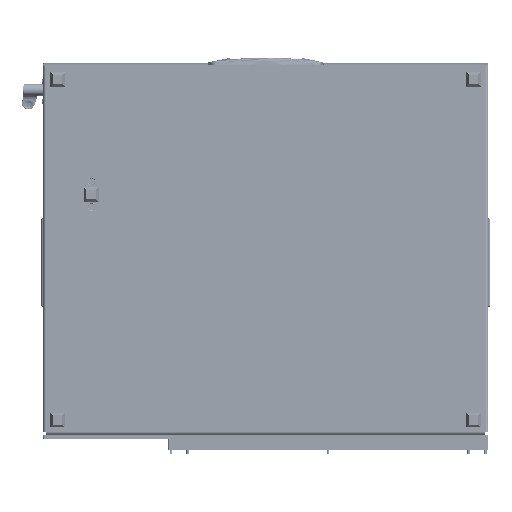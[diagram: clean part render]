
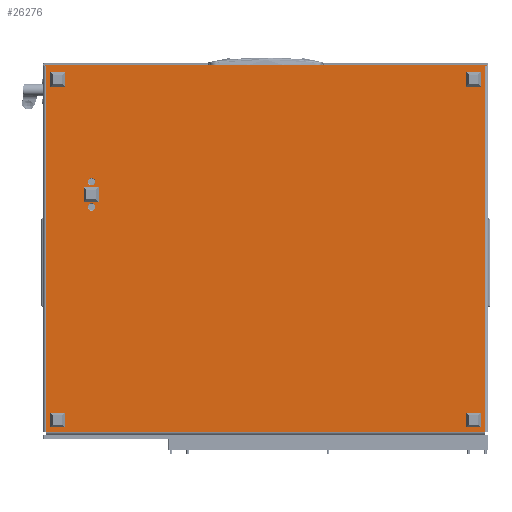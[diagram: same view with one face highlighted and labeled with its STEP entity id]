
A CAD part, front view. The second image highlights one B-rep face of the part: STEP entity #26276.
In plain terms, the highlighted face is planar.
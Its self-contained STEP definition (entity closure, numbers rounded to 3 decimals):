
#387 = ORIENTED_EDGE ( 'NONE', *, *, #44827, .F. ) ;
#1903 = VERTEX_POINT ( 'NONE', #33642 ) ;
#2475 = VERTEX_POINT ( 'NONE', #86749 ) ;
#4719 = VERTEX_POINT ( 'NONE', #129035 ) ;
#5239 = CARTESIAN_POINT ( 'NONE',  ( 0., 0., 0. ) ) ;
#5427 = DIRECTION ( 'NONE',  ( -1., 0., 0. ) ) ;
#5517 = VERTEX_POINT ( 'NONE', #39021 ) ;
#5836 = VECTOR ( 'NONE', #66450, 1000. ) ;
#5923 = EDGE_LOOP ( 'NONE', ( #387, #95927, #105008, #101073, #25496, #128233, #120152, #95743 ) ) ;
#10322 = VERTEX_POINT ( 'NONE', #107498 ) ;
#10749 = DIRECTION ( 'NONE',  ( 0., 1., 0. ) ) ;
#11614 = EDGE_CURVE ( 'NONE', #21028, #1903, #83674, .T. ) ;
#12271 = EDGE_LOOP ( 'NONE', ( #58231, #14317 ) ) ;
#13322 = CARTESIAN_POINT ( 'NONE',  ( 0., -4., 0. ) ) ;
#14317 = ORIENTED_EDGE ( 'NONE', *, *, #113255, .F. ) ;
#17078 = CARTESIAN_POINT ( 'NONE',  ( 195., 545., 0. ) ) ;
#17700 = VECTOR ( 'NONE', #103139, 1000. ) ;
#18931 = CARTESIAN_POINT ( 'NONE',  ( 200.2, 545., 0. ) ) ;
#19689 = DIRECTION ( 'NONE',  ( -1., 0., 0. ) ) ;
#20847 = CARTESIAN_POINT ( 'NONE',  ( 0., 610., 0. ) ) ;
#21028 = VERTEX_POINT ( 'NONE', #18931 ) ;
#22840 = LINE ( 'NONE', #54385, #80133 ) ;
#23562 = VECTOR ( 'NONE', #120468, 1000. ) ;
#23756 = DIRECTION ( 'NONE',  ( 0., 1., 0. ) ) ;
#24434 = VERTEX_POINT ( 'NONE', #91683 ) ;
#24523 = LINE ( 'NONE', #64678, #47306 ) ;
#25065 = CARTESIAN_POINT ( 'NONE',  ( 0., -4., 0. ) ) ;
#25496 = ORIENTED_EDGE ( 'NONE', *, *, #117882, .F. ) ;
#26276 = ADVANCED_FACE ( 'NONE', ( #67968, #77213, #38348 ), #128555, .T. ) ;
#29566 = AXIS2_PLACEMENT_3D ( 'NONE', #17078, #98099, #108615 ) ;
#30849 = VERTEX_POINT ( 'NONE', #74689 ) ;
#31929 = EDGE_CURVE ( 'NONE', #1903, #21028, #48455, .T. ) ;
#31976 = VECTOR ( 'NONE', #23756, 1000. ) ;
#32209 = LINE ( 'NONE', #119848, #23562 ) ;
#33642 = CARTESIAN_POINT ( 'NONE',  ( 189.8, 545., 0. ) ) ;
#35367 = EDGE_CURVE ( 'NONE', #108200, #24434, #22840, .T. ) ;
#38348 = FACE_OUTER_BOUND ( 'NONE', #5923, .T. ) ;
#38418 = CARTESIAN_POINT ( 'NONE',  ( 506., 0., 0. ) ) ;
#39021 = CARTESIAN_POINT ( 'NONE',  ( -2., 610., 0. ) ) ;
#42420 = CARTESIAN_POINT ( 'NONE',  ( 0., 0., 0. ) ) ;
#43158 = EDGE_CURVE ( 'NONE', #84613, #73462, #67751, .T. ) ;
#43982 = DIRECTION ( 'NONE',  ( 0., 0., -1. ) ) ;
#44827 = EDGE_CURVE ( 'NONE', #4719, #84613, #105402, .T. ) ;
#47306 = VECTOR ( 'NONE', #5427, 1000. ) ;
#47555 = EDGE_CURVE ( 'NONE', #5517, #84276, #92598, .T. ) ;
#48455 = CIRCLE ( 'NONE', #29566, 5.2 ) ;
#51260 = AXIS2_PLACEMENT_3D ( 'NONE', #73604, #43982, #103899 ) ;
#54385 = CARTESIAN_POINT ( 'NONE',  ( 0., 608., 0. ) ) ;
#58090 = DIRECTION ( 'NONE',  ( 0., 0., -1. ) ) ;
#58231 = ORIENTED_EDGE ( 'NONE', *, *, #111789, .F. ) ;
#58448 = VECTOR ( 'NONE', #94431, 1000. ) ;
#61757 = ORIENTED_EDGE ( 'NONE', *, *, #11614, .F. ) ;
#64678 = CARTESIAN_POINT ( 'NONE',  ( 0., -2., 0. ) ) ;
#66450 = DIRECTION ( 'NONE',  ( 1., 0., 0. ) ) ;
#67751 = LINE ( 'NONE', #5239, #5836 ) ;
#67968 = FACE_BOUND ( 'NONE', #12271, .T. ) ;
#69206 = EDGE_CURVE ( 'NONE', #30849, #5517, #32209, .T. ) ;
#73462 = VERTEX_POINT ( 'NONE', #38418 ) ;
#73604 = CARTESIAN_POINT ( 'NONE',  ( 160., 545., 0. ) ) ;
#74689 = CARTESIAN_POINT ( 'NONE',  ( -2., -2., 0. ) ) ;
#77213 = FACE_BOUND ( 'NONE', #123087, .T. ) ;
#79555 = ORIENTED_EDGE ( 'NONE', *, *, #31929, .F. ) ;
#80133 = VECTOR ( 'NONE', #113714, 1000. ) ;
#81162 = CARTESIAN_POINT ( 'NONE',  ( 506., 608., 0. ) ) ;
#83674 = CIRCLE ( 'NONE', #85825, 5.2 ) ;
#84276 = VERTEX_POINT ( 'NONE', #104442 ) ;
#84613 = VERTEX_POINT ( 'NONE', #42420 ) ;
#85825 = AXIS2_PLACEMENT_3D ( 'NONE', #88519, #120725, #121361 ) ;
#86749 = CARTESIAN_POINT ( 'NONE',  ( 154.8, 545., 0. ) ) ;
#88519 = CARTESIAN_POINT ( 'NONE',  ( 195., 545., 0. ) ) ;
#89474 = DIRECTION ( 'NONE',  ( 0., 0., -1. ) ) ;
#91683 = CARTESIAN_POINT ( 'NONE',  ( 0., 608., 0. ) ) ;
#91729 = LINE ( 'NONE', #13322, #94956 ) ;
#92598 = LINE ( 'NONE', #20847, #17700 ) ;
#93786 = LINE ( 'NONE', #112258, #58448 ) ;
#94431 = DIRECTION ( 'NONE',  ( 0., -1., 0. ) ) ;
#94956 = VECTOR ( 'NONE', #10749, 1000. ) ;
#95743 = ORIENTED_EDGE ( 'NONE', *, *, #43158, .F. ) ;
#95927 = ORIENTED_EDGE ( 'NONE', *, *, #122263, .T. ) ;
#97669 = CARTESIAN_POINT ( 'NONE',  ( 0., 608., 0. ) ) ;
#98099 = DIRECTION ( 'NONE',  ( 0., 0., -1. ) ) ;
#98741 = CARTESIAN_POINT ( 'NONE',  ( 160., 545., 0. ) ) ;
#101073 = ORIENTED_EDGE ( 'NONE', *, *, #47555, .T. ) ;
#101103 = EDGE_CURVE ( 'NONE', #108200, #73462, #93786, .T. ) ;
#101450 = AXIS2_PLACEMENT_3D ( 'NONE', #98741, #89474, #19689 ) ;
#101745 = CIRCLE ( 'NONE', #51260, 5.2 ) ;
#103139 = DIRECTION ( 'NONE',  ( 1., 0., 0. ) ) ;
#103899 = DIRECTION ( 'NONE',  ( -1., 0., 0. ) ) ;
#104442 = CARTESIAN_POINT ( 'NONE',  ( 0., 610., 0. ) ) ;
#105008 = ORIENTED_EDGE ( 'NONE', *, *, #69206, .T. ) ;
#105402 = LINE ( 'NONE', #25065, #31976 ) ;
#106389 = AXIS2_PLACEMENT_3D ( 'NONE', #97669, #58090, #117402 ) ;
#107498 = CARTESIAN_POINT ( 'NONE',  ( 165.2, 545., 0. ) ) ;
#108200 = VERTEX_POINT ( 'NONE', #81162 ) ;
#108615 = DIRECTION ( 'NONE',  ( -1., 0., 0. ) ) ;
#111789 = EDGE_CURVE ( 'NONE', #2475, #10322, #126616, .T. ) ;
#112258 = CARTESIAN_POINT ( 'NONE',  ( 506., 608., 0. ) ) ;
#113255 = EDGE_CURVE ( 'NONE', #10322, #2475, #101745, .T. ) ;
#113714 = DIRECTION ( 'NONE',  ( -1., 0., 0. ) ) ;
#117402 = DIRECTION ( 'NONE',  ( -1., 0., 0. ) ) ;
#117882 = EDGE_CURVE ( 'NONE', #24434, #84276, #91729, .T. ) ;
#119848 = CARTESIAN_POINT ( 'NONE',  ( -2., -4., 0. ) ) ;
#120152 = ORIENTED_EDGE ( 'NONE', *, *, #101103, .T. ) ;
#120468 = DIRECTION ( 'NONE',  ( 0., 1., 0. ) ) ;
#120725 = DIRECTION ( 'NONE',  ( 0., 0., -1. ) ) ;
#121361 = DIRECTION ( 'NONE',  ( -1., 0., 0. ) ) ;
#122263 = EDGE_CURVE ( 'NONE', #4719, #30849, #24523, .T. ) ;
#123087 = EDGE_LOOP ( 'NONE', ( #79555, #61757 ) ) ;
#126616 = CIRCLE ( 'NONE', #101450, 5.2 ) ;
#128233 = ORIENTED_EDGE ( 'NONE', *, *, #35367, .F. ) ;
#128555 = PLANE ( 'NONE',  #106389 ) ;
#129035 = CARTESIAN_POINT ( 'NONE',  ( 0., -2., 0. ) ) ;
